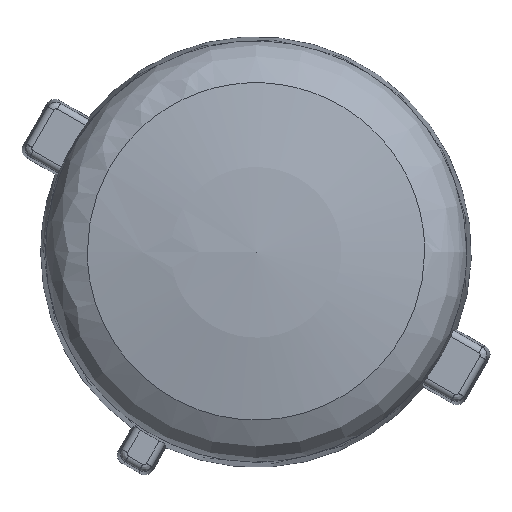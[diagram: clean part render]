
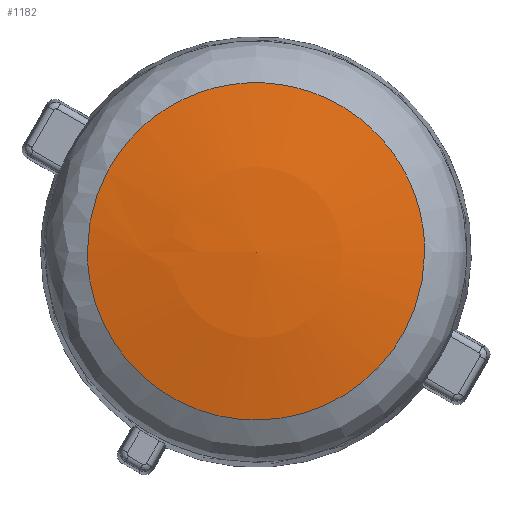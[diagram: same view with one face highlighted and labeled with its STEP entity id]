
A CAD part, top view. The second image highlights one B-rep face of the part: STEP entity #1182.
In plain terms, the highlighted spherical face has radius 30.742 mm.
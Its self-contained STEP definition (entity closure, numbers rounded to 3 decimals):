
#70=SPHERICAL_SURFACE('',#1273,30.742);
#230=FACE_OUTER_BOUND('',#300,.T.);
#300=EDGE_LOOP('',(#822,#823,#824,#825));
#372=B_SPLINE_CURVE_WITH_KNOTS('',3,(#1774,#1775,#1776,#1777,#1778,#1779,
#1780,#1781,#1782,#1783,#1784),.UNSPECIFIED.,.F.,.F.,(4,1,1,1,1,1,1,1,4),
(-4.787,-4.445,-4.103,-3.761,
-3.419,-3.077,-2.735,-2.507,
-2.399),.UNSPECIFIED.);
#373=B_SPLINE_CURVE_WITH_KNOTS('',3,(#1785,#1786,#1787,#1788,#1789,#1790,
#1791,#1792,#1793,#1794),.UNSPECIFIED.,.F.,.F.,(4,1,1,1,1,1,1,4),(-2.399,
-2.052,-1.824,-1.368,-1.026,
-0.684,-0.342,0.),.UNSPECIFIED.);
#442=CIRCLE('',#1274,30.742);
#481=VERTEX_POINT('',#1748);
#484=VERTEX_POINT('',#1773);
#504=VERTEX_POINT('',#1902);
#607=EDGE_CURVE('',#481,#484,#372,.T.);
#608=EDGE_CURVE('',#484,#481,#373,.T.);
#629=EDGE_CURVE('',#504,#484,#442,.T.);
#822=ORIENTED_EDGE('',*,*,#607,.F.);
#823=ORIENTED_EDGE('',*,*,#608,.F.);
#824=ORIENTED_EDGE('',*,*,#629,.F.);
#825=ORIENTED_EDGE('',*,*,#629,.T.);
#1182=ADVANCED_FACE('',(#230),#70,.T.);
#1273=AXIS2_PLACEMENT_3D('',#1901,#1393,#1394);
#1274=AXIS2_PLACEMENT_3D('',#1903,#1395,#1396);
#1393=DIRECTION('center_axis',(0.,0.,1.));
#1394=DIRECTION('ref_axis',(1.,0.,0.));
#1395=DIRECTION('center_axis',(0.,-1.,0.));
#1396=DIRECTION('ref_axis',(-1.,0.,0.));
#1748=CARTESIAN_POINT('',(47.624,0.03,13.48));
#1773=CARTESIAN_POINT('',(34.861,0.,13.48));
#1774=CARTESIAN_POINT('Ctrl Pts',(47.624,0.03,13.48));
#1775=CARTESIAN_POINT('Ctrl Pts',(47.623,-0.925,13.481));
#1776=CARTESIAN_POINT('Ctrl Pts',(47.185,-2.833,13.484));
#1777=CARTESIAN_POINT('Ctrl Pts',(45.352,-5.129,13.486));
#1778=CARTESIAN_POINT('Ctrl Pts',(42.703,-6.4,13.488));
#1779=CARTESIAN_POINT('Ctrl Pts',(39.767,-6.397,13.488));
#1780=CARTESIAN_POINT('Ctrl Pts',(37.12,-5.119,13.486));
#1781=CARTESIAN_POINT('Ctrl Pts',(35.497,-3.077,13.484));
#1782=CARTESIAN_POINT('Ctrl Pts',(34.932,-1.243,13.482));
#1783=CARTESIAN_POINT('Ctrl Pts',(34.862,-0.304,13.481));
#1784=CARTESIAN_POINT('Ctrl Pts',(34.861,0.,
13.48));
#1785=CARTESIAN_POINT('Ctrl Pts',(34.861,0.,
13.48));
#1786=CARTESIAN_POINT('Ctrl Pts',(34.857,0.968,13.479));
#1787=CARTESIAN_POINT('Ctrl Pts',(35.214,2.575,13.477));
#1788=CARTESIAN_POINT('Ctrl Pts',(36.86,4.983,13.474));
#1789=CARTESIAN_POINT('Ctrl Pts',(39.45,6.477,13.472));
#1790=CARTESIAN_POINT('Ctrl Pts',(42.718,6.468,13.472));
#1791=CARTESIAN_POINT('Ctrl Pts',(45.362,5.193,13.474));
#1792=CARTESIAN_POINT('Ctrl Pts',(47.192,2.893,13.477));
#1793=CARTESIAN_POINT('Ctrl Pts',(47.625,0.985,13.479));
#1794=CARTESIAN_POINT('Ctrl Pts',(47.624,0.03,13.48));
#1901=CARTESIAN_POINT('Origin',(41.242,0.,-16.592));
#1902=CARTESIAN_POINT('',(41.242,0.,14.15));
#1903=CARTESIAN_POINT('Origin',(41.242,0.,-16.592));
